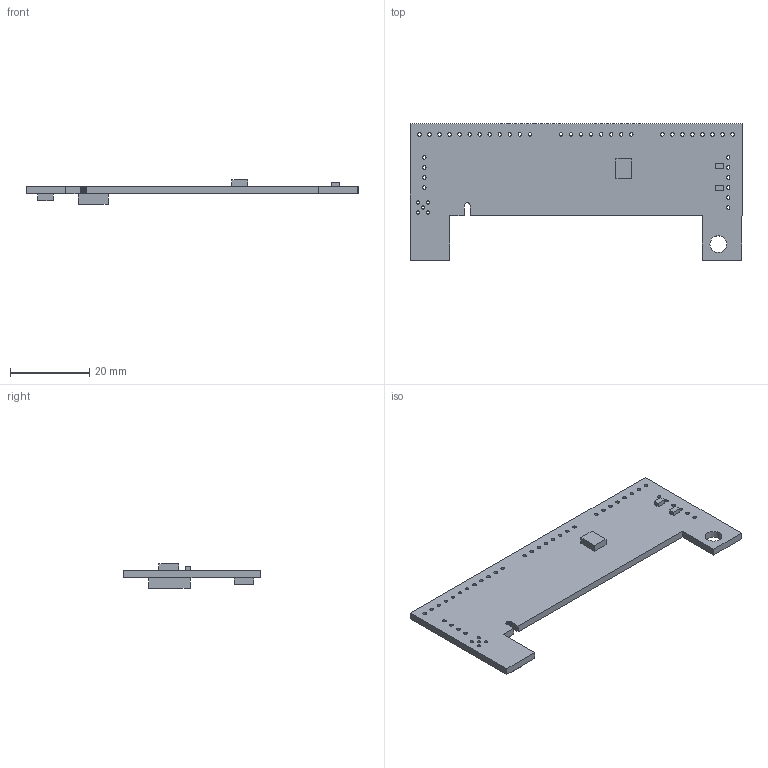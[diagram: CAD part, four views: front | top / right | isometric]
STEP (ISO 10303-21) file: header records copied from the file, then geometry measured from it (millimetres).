
FILE_DESCRIPTION(('Open CASCADE Model'),'2;1');
FILE_NAME('Open CASCADE Shape Model','2012-07-30T13:57:36',('Author'),( 'Open CASCADE'),'Open CASCADE STEP processor 6.2','Open CASCADE 6.2' ,'Unknown');
FILE_SCHEMA(('AUTOMOTIVE_DESIGN { 1 0 10303 214 1 1 1 1 }'));
Length unit declared in the file: millimetre
Products named in the file (15): PCB; Board; U5; 1215668688; Extruded; U4; U3; 1215668048; U2; 1026608064; U1; 1215668560
Assembly tree (15 placements, depth 4):
  PCB
    Board
    U5
      1215668688
        Extruded
    U4
      1215668688
        Extruded
    U3
      1215668048
        Extruded
    U2
      1026608064
        Extruded
    U1
      1215668560
        Extruded
Bounding box: 84 x 34.5 x 6.22 mm (x, y, z)
Volume: 4152.8 mm3; surface area: 5413.3 mm2
Topology: 6 solids, 6 shells, 101 faces, 267 edges, 178 vertices
Faces by surface type: plane 57, cylinder 44
Full cylindrical faces by diameter (mm): 0.85 x5, 0.9 x38, 4.22 x1
Entity records: 6802 total; most frequent: DIRECTION 1075, CARTESIAN_POINT 1046, LINE 589, VECTOR 589, ORIENTED_EDGE 510, PCURVE 510, DEFINITIONAL_REPRESENTATION 510, EDGE_CURVE 255
